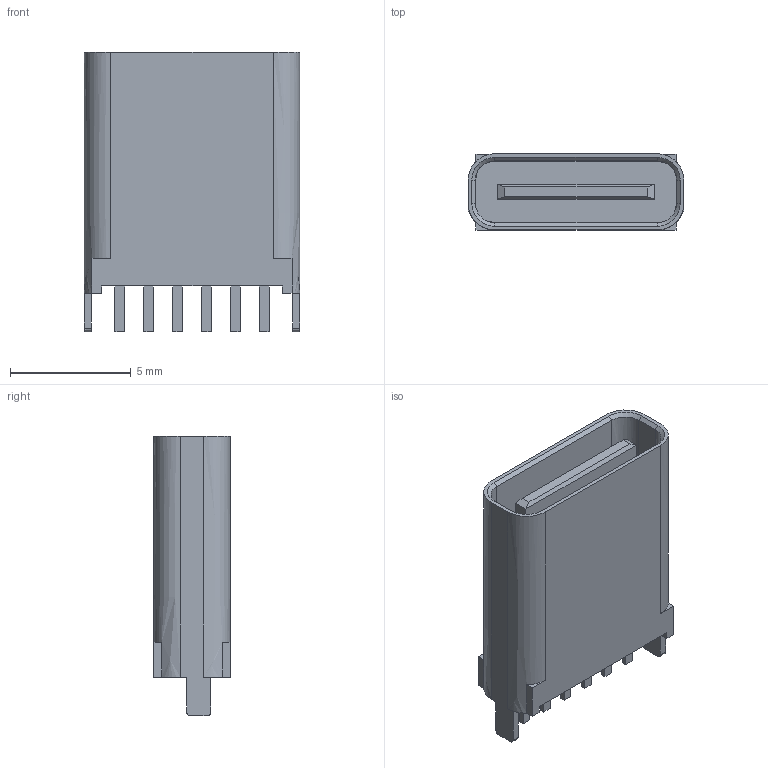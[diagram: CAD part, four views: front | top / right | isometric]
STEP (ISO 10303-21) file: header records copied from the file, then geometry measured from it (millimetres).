
FILE_DESCRIPTION((''),'2;1');
FILE_NAME('TYPE-C-31-D-01','2021-10-08T',('Administrator'),(''),'CREO PARAMETRIC BY PTC INC, 2018070','CREO PARAMETRIC BY PTC INC, 2018070','');
FILE_SCHEMA(('AUTOMOTIVE_DESIGN { 1 0 10303 214 1 1 1 1 }'));
Length unit declared in the file: millimetre
Products named in the file (1): TYPE-C-31-D-01
Bounding box: 8.95 x 3.16 x 11.6 mm (x, y, z)
Surface area: 463.4 mm2 (no closed solid volume)
Topology: 0 solids, 0 shells, 337 faces, 1856 edges, 1856 vertices
Faces by surface type: bspline 337
Entity records: 28444 total; most frequent: CARTESIAN_POINT 7409, DIRECTION 2770, TRIMMED_CURVE 2596, VECTOR 2422, LINE 2422, DEFINITIONAL_REPRESENTATION 1856, PCURVE 1856, COMPOSITE_CURVE_SEGMENT 1856
